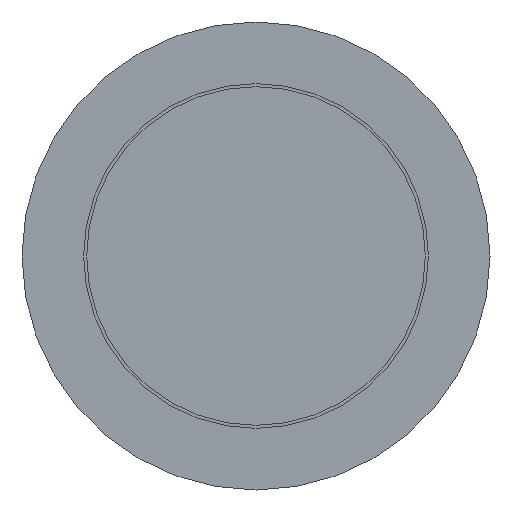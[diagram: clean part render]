
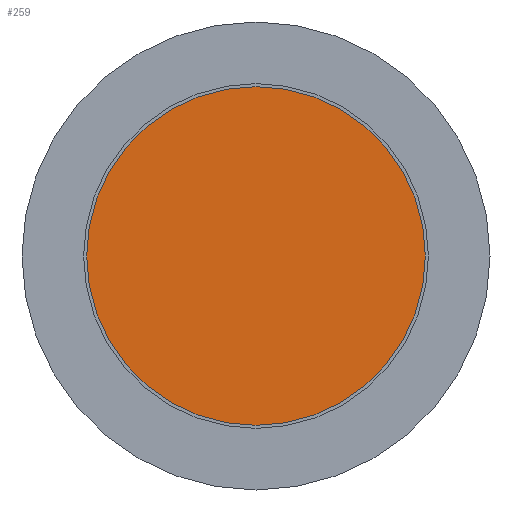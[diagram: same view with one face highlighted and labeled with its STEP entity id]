
A CAD part, front view. The second image highlights one B-rep face of the part: STEP entity #259.
In plain terms, the highlighted planar face has unit normal (0, -1, 0).
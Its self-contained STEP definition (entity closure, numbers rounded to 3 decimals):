
#57 = DIRECTION ( 'NONE',  ( 0., 0., 1. ) ) ;
#70 = CARTESIAN_POINT ( 'NONE',  ( 0., 0., -13.75 ) ) ;
#77 = AXIS2_PLACEMENT_3D ( 'NONE', #519, #142, #57 ) ;
#116 = DIRECTION ( 'NONE',  ( 0., -1., 0. ) ) ;
#142 = DIRECTION ( 'NONE',  ( 0., 1., 0. ) ) ;
#205 = EDGE_LOOP ( 'NONE', ( #387 ) ) ;
#259 = ADVANCED_FACE ( 'NONE', ( #513 ), #314, .F. ) ;
#284 = DIRECTION ( 'NONE',  ( 0., 0., -1. ) ) ;
#314 = PLANE ( 'NONE',  #77 ) ;
#349 = AXIS2_PLACEMENT_3D ( 'NONE', #491, #116, #284 ) ;
#387 = ORIENTED_EDGE ( 'NONE', *, *, #417, .T. ) ;
#417 = EDGE_CURVE ( 'NONE', #443, #443, #466, .T. ) ;
#443 = VERTEX_POINT ( 'NONE', #70 ) ;
#466 = CIRCLE ( 'NONE', #349, 13.75 ) ;
#491 = CARTESIAN_POINT ( 'NONE',  ( 0., 0., 0. ) ) ;
#513 = FACE_OUTER_BOUND ( 'NONE', #205, .T. ) ;
#519 = CARTESIAN_POINT ( 'NONE',  ( -13.75, 0., 0. ) ) ;
